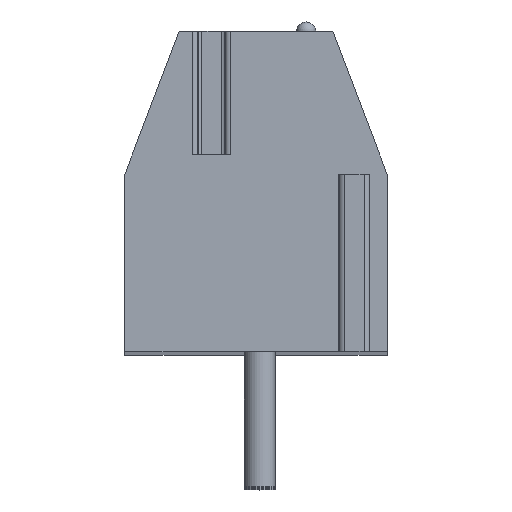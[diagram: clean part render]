
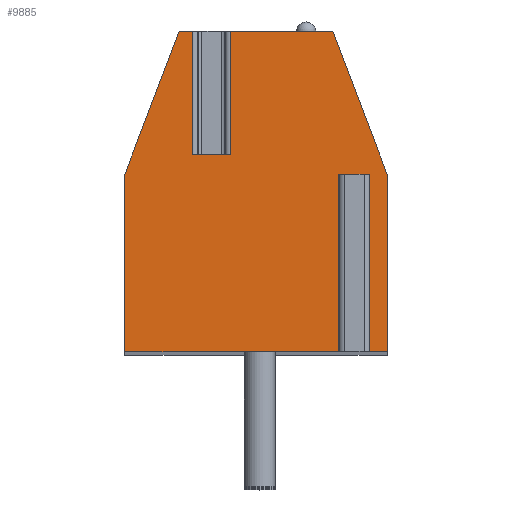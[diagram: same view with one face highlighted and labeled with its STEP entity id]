
A CAD part, top view. The second image highlights one B-rep face of the part: STEP entity #9885.
In plain terms, the highlighted planar face has unit normal (0, 0, 1).
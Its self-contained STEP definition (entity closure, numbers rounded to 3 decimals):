
#14=DIRECTION('',(0.,1.,0.));
#15=VECTOR('',#14,3.2);
#16=CARTESIAN_POINT('',(-1.636,1.,51.435));
#17=LINE('',#16,#15);
#18=DIRECTION('',(1.,0.,0.));
#19=VECTOR('',#18,0.972);
#20=CARTESIAN_POINT('',(-1.636,1.,51.435));
#21=LINE('',#20,#19);
#22=DIRECTION('',(0.,1.,0.));
#23=VECTOR('',#22,3.2);
#24=CARTESIAN_POINT('',(-0.664,1.,51.435));
#25=LINE('',#24,#23);
#26=DIRECTION('',(-1.,0.,0.));
#27=VECTOR('',#26,2.659);
#28=CARTESIAN_POINT('',(1.995,4.2,51.435));
#29=LINE('',#28,#27);
#30=DIRECTION('',(-0.355,0.935,0.));
#31=VECTOR('',#30,3.958);
#32=CARTESIAN_POINT('',(3.4,0.5,51.435));
#33=LINE('',#32,#31);
#34=DIRECTION('',(0.,1.,0.));
#35=VECTOR('',#34,4.6);
#36=CARTESIAN_POINT('',(3.4,-4.1,51.435));
#37=LINE('',#36,#35);
#38=DIRECTION('',(1.,0.,0.));
#39=VECTOR('',#38,0.625);
#40=CARTESIAN_POINT('',(2.775,-4.1,51.435));
#41=LINE('',#40,#39);
#42=DIRECTION('',(0.,1.,0.));
#43=VECTOR('',#42,4.6);
#44=CARTESIAN_POINT('',(2.775,-4.1,51.435));
#45=LINE('',#44,#43);
#46=DIRECTION('',(-1.,0.,0.));
#47=VECTOR('',#46,0.45);
#48=CARTESIAN_POINT('',(2.775,0.5,51.435));
#49=LINE('',#48,#47);
#50=DIRECTION('',(0.,1.,0.));
#51=VECTOR('',#50,4.6);
#52=CARTESIAN_POINT('',(2.325,-4.1,51.435));
#53=LINE('',#52,#51);
#54=DIRECTION('',(1.,0.,0.));
#55=VECTOR('',#54,5.725);
#56=CARTESIAN_POINT('',(-3.4,-4.1,51.435));
#57=LINE('',#56,#55);
#58=DIRECTION('',(0.,-1.,0.));
#59=VECTOR('',#58,4.6);
#60=CARTESIAN_POINT('',(-3.4,0.5,51.435));
#61=LINE('',#60,#59);
#62=DIRECTION('',(-0.355,-0.935,0.));
#63=VECTOR('',#62,3.958);
#64=CARTESIAN_POINT('',(-1.995,4.2,51.435));
#65=LINE('',#64,#63);
#66=DIRECTION('',(-1.,0.,0.));
#67=VECTOR('',#66,0.359);
#68=CARTESIAN_POINT('',(-1.636,4.2,51.435));
#69=LINE('',#68,#67);
#7766=CARTESIAN_POINT('',(-1.995,4.2,51.435));
#7767=CARTESIAN_POINT('',(-3.4,0.5,51.435));
#7768=VERTEX_POINT('',#7766);
#7769=VERTEX_POINT('',#7767);
#7770=CARTESIAN_POINT('',(-3.4,-4.1,51.435));
#7771=VERTEX_POINT('',#7770);
#7772=CARTESIAN_POINT('',(3.4,-4.1,51.435));
#7773=CARTESIAN_POINT('',(3.4,0.5,51.435));
#7774=VERTEX_POINT('',#7772);
#7775=VERTEX_POINT('',#7773);
#7776=CARTESIAN_POINT('',(1.995,4.2,51.435));
#7777=VERTEX_POINT('',#7776);
#7814=CARTESIAN_POINT('',(2.775,0.5,51.435));
#7815=CARTESIAN_POINT('',(2.325,0.5,51.435));
#7816=VERTEX_POINT('',#7814);
#7817=VERTEX_POINT('',#7815);
#7818=CARTESIAN_POINT('',(2.325,-4.1,51.435));
#7819=VERTEX_POINT('',#7818);
#7820=CARTESIAN_POINT('',(2.775,-4.1,51.435));
#7821=VERTEX_POINT('',#7820);
#7882=CARTESIAN_POINT('',(-1.636,1.,51.435));
#7883=CARTESIAN_POINT('',(-1.636,4.2,51.435));
#7884=VERTEX_POINT('',#7882);
#7885=VERTEX_POINT('',#7883);
#7886=CARTESIAN_POINT('',(-0.664,1.,51.435));
#7887=CARTESIAN_POINT('',(-0.664,4.2,51.435));
#7888=VERTEX_POINT('',#7886);
#7889=VERTEX_POINT('',#7887);
#9850=CARTESIAN_POINT('',(0.,0.,51.435));
#9851=DIRECTION('',(0.,0.,1.));
#9852=DIRECTION('',(1.,0.,0.));
#9853=AXIS2_PLACEMENT_3D('',#9850,#9851,#9852);
#9854=PLANE('',#9853);
#9856=ORIENTED_EDGE('',*,*,#9855,.F.);
#9858=ORIENTED_EDGE('',*,*,#9857,.T.);
#9860=ORIENTED_EDGE('',*,*,#9859,.T.);
#9862=ORIENTED_EDGE('',*,*,#9861,.F.);
#9864=ORIENTED_EDGE('',*,*,#9863,.F.);
#9866=ORIENTED_EDGE('',*,*,#9865,.F.);
#9868=ORIENTED_EDGE('',*,*,#9867,.F.);
#9870=ORIENTED_EDGE('',*,*,#9869,.T.);
#9872=ORIENTED_EDGE('',*,*,#9871,.T.);
#9874=ORIENTED_EDGE('',*,*,#9873,.F.);
#9876=ORIENTED_EDGE('',*,*,#9875,.F.);
#9878=ORIENTED_EDGE('',*,*,#9877,.F.);
#9880=ORIENTED_EDGE('',*,*,#9879,.F.);
#9882=ORIENTED_EDGE('',*,*,#9881,.F.);
#9883=EDGE_LOOP('',(#9856,#9858,#9860,#9862,#9864,#9866,#9868,#9870,#9872,#9874,
#9876,#9878,#9880,#9882));
#9884=FACE_OUTER_BOUND('',#9883,.F.);
#9855=EDGE_CURVE('',#7884,#7885,#17,.T.);
#9857=EDGE_CURVE('',#7884,#7888,#21,.T.);
#9859=EDGE_CURVE('',#7888,#7889,#25,.T.);
#9861=EDGE_CURVE('',#7777,#7889,#29,.T.);
#9863=EDGE_CURVE('',#7775,#7777,#33,.T.);
#9865=EDGE_CURVE('',#7774,#7775,#37,.T.);
#9867=EDGE_CURVE('',#7821,#7774,#41,.T.);
#9869=EDGE_CURVE('',#7821,#7816,#45,.T.);
#9871=EDGE_CURVE('',#7816,#7817,#49,.T.);
#9873=EDGE_CURVE('',#7819,#7817,#53,.T.);
#9875=EDGE_CURVE('',#7771,#7819,#57,.T.);
#9877=EDGE_CURVE('',#7769,#7771,#61,.T.);
#9879=EDGE_CURVE('',#7768,#7769,#65,.T.);
#9881=EDGE_CURVE('',#7885,#7768,#69,.T.);
#9885=ADVANCED_FACE('',(#9884),#9854,.T.);
